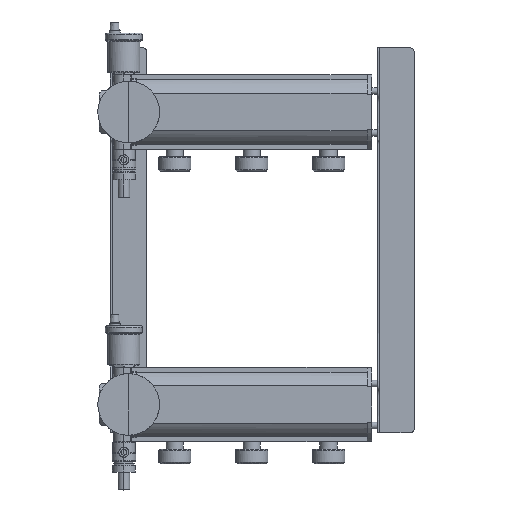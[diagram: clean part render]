
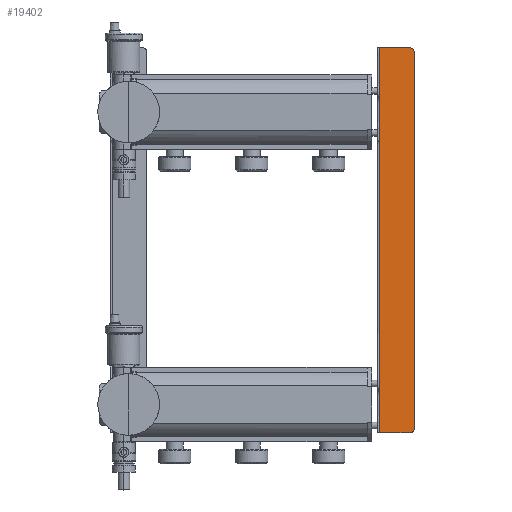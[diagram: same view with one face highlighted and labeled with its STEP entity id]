
A CAD part, top view. The second image highlights one B-rep face of the part: STEP entity #19402.
In plain terms, the highlighted planar face has unit normal (0, 0, 1).
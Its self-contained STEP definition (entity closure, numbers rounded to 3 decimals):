
#19318=CARTESIAN_POINT('Vertex',(370.75,245.,2.5)) ;
#19334=CARTESIAN_POINT('Vertex',(365.75,250.,2.5)) ;
#19337=CARTESIAN_POINT('Axis2P3D Location',(365.75,245.,2.5)) ;
#19349=CARTESIAN_POINT('Axis2P3D Location',(325.75,250.,2.5)) ;
#19355=CARTESIAN_POINT('Control Point',(365.75,-250.,2.5)) ;
#19356=CARTESIAN_POINT('Control Point',(366.412,-250.006,2.5)) ;
#19357=CARTESIAN_POINT('Control Point',(367.07,-249.869,2.5)) ;
#19358=CARTESIAN_POINT('Control Point',(368.277,-249.361,2.5)) ;
#19359=CARTESIAN_POINT('Control Point',(368.827,-248.994,2.5)) ;
#19360=CARTESIAN_POINT('Control Point',(369.744,-248.077,2.5)) ;
#19361=CARTESIAN_POINT('Control Point',(370.111,-247.527,2.5)) ;
#19362=CARTESIAN_POINT('Control Point',(370.619,-246.32,2.5)) ;
#19363=CARTESIAN_POINT('Control Point',(370.756,-245.662,2.5)) ;
#19364=CARTESIAN_POINT('Control Point',(370.75,-245.,2.5)) ;
#19365=CARTESIAN_POINT('Vertex',(365.75,-250.,2.5)) ;
#19367=CARTESIAN_POINT('Vertex',(370.75,-245.,2.5)) ;
#19370=CARTESIAN_POINT('Line Origine',(370.75,0.,2.5)) ;
#19375=CARTESIAN_POINT('Line Origine',(345.75,250.,2.5)) ;
#19379=CARTESIAN_POINT('Vertex',(325.75,250.,2.5)) ;
#19382=CARTESIAN_POINT('Line Origine',(325.75,0.,2.5)) ;
#19386=CARTESIAN_POINT('Vertex',(325.75,-250.,2.5)) ;
#19389=CARTESIAN_POINT('Line Origine',(345.75,-250.,2.5)) ;
#19338=DIRECTION('Axis2P3D Direction',(0.,0.,1.)) ;
#19350=DIRECTION('Axis2P3D Direction',(0.,0.,1.)) ;
#19351=DIRECTION('Axis2P3D XDirection',(0.,-1.,0.)) ;
#19371=DIRECTION('Vector Direction',(0.,-1.,0.)) ;
#19376=DIRECTION('Vector Direction',(-1.,0.,0.)) ;
#19383=DIRECTION('Vector Direction',(0.,-1.,0.)) ;
#19390=DIRECTION('Vector Direction',(1.,0.,0.)) ;
#19339=AXIS2_PLACEMENT_3D('Circle Axis2P3D',#19337,#19338,$) ;
#19352=AXIS2_PLACEMENT_3D('Plane Axis2P3D',#19349,#19350,#19351) ;
#19395=ORIENTED_EDGE('',*,*,#19369,.T.) ;
#19396=ORIENTED_EDGE('',*,*,#19374,.F.) ;
#19397=ORIENTED_EDGE('',*,*,#19341,.T.) ;
#19398=ORIENTED_EDGE('',*,*,#19381,.T.) ;
#19399=ORIENTED_EDGE('',*,*,#19388,.T.) ;
#19400=ORIENTED_EDGE('',*,*,#19393,.T.) ;
#19372=VECTOR('Line Direction',#19371,1.) ;
#19377=VECTOR('Line Direction',#19376,1.) ;
#19384=VECTOR('Line Direction',#19383,1.) ;
#19391=VECTOR('Line Direction',#19390,1.) ;
#19402=ADVANCED_FACE('PartBody',(#19401),#19353,.T.) ;
#19354=B_SPLINE_CURVE_WITH_KNOTS('',3,(#19355,#19356,#19357,#19358,#19359,#19360,#19361,#19362,#19363,#19364),.UNSPECIFIED.,.F.,.U.,(4,2,2,2,4),(0.,1.967,3.902,5.837,7.804),.UNSPECIFIED.) ;
#19340=CIRCLE('generated circle',#19339,5.) ;
#19341=EDGE_CURVE('',#19319,#19335,#19340,.T.) ;
#19369=EDGE_CURVE('',#19366,#19368,#19354,.T.) ;
#19374=EDGE_CURVE('',#19319,#19368,#19373,.T.) ;
#19381=EDGE_CURVE('',#19335,#19380,#19378,.T.) ;
#19388=EDGE_CURVE('',#19380,#19387,#19385,.T.) ;
#19393=EDGE_CURVE('',#19387,#19366,#19392,.T.) ;
#19394=EDGE_LOOP('',(#19395,#19396,#19397,#19398,#19399,#19400)) ;
#19401=FACE_OUTER_BOUND('',#19394,.T.) ;
#19373=LINE('Line',#19370,#19372) ;
#19378=LINE('Line',#19375,#19377) ;
#19385=LINE('Line',#19382,#19384) ;
#19392=LINE('Line',#19389,#19391) ;
#19353=PLANE('',#19352) ;
#19319=VERTEX_POINT('',#19318) ;
#19335=VERTEX_POINT('',#19334) ;
#19366=VERTEX_POINT('',#19365) ;
#19368=VERTEX_POINT('',#19367) ;
#19380=VERTEX_POINT('',#19379) ;
#19387=VERTEX_POINT('',#19386) ;
